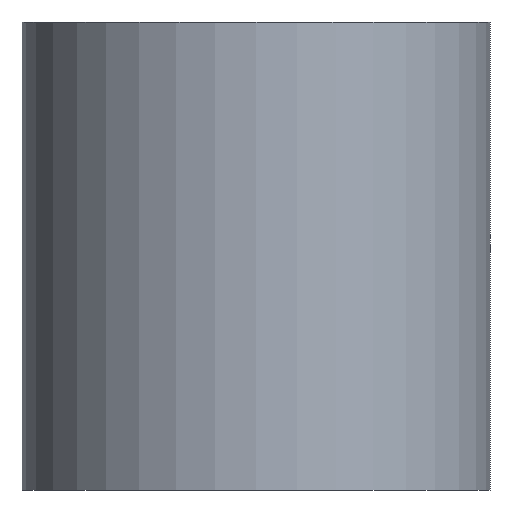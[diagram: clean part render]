
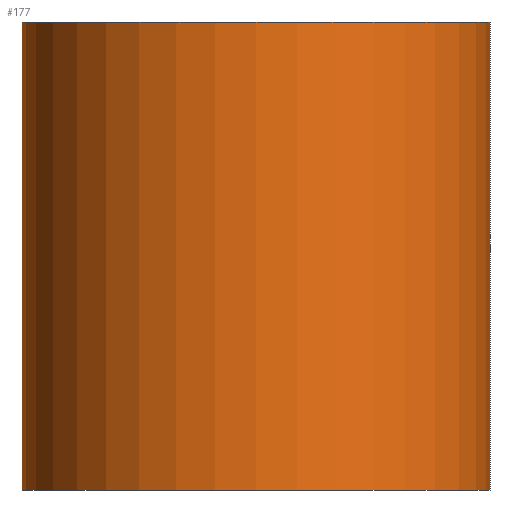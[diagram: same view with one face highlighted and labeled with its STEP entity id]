
A CAD part, front view. The second image highlights one B-rep face of the part: STEP entity #177.
In plain terms, the highlighted cylindrical face has radius 60 mm (diameter 120 mm), a partial arc.
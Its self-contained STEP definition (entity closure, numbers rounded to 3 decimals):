
#2 = DIRECTION ( 'NONE',  ( 0., 0., 1. ) ) ;
#8 = CARTESIAN_POINT ( 'NONE',  ( 60., 0., 0. ) ) ;
#26 = AXIS2_PLACEMENT_3D ( 'NONE', #122, #389, #273 ) ;
#30 = DIRECTION ( 'NONE',  ( 1., 0., 0. ) ) ;
#32 = AXIS2_PLACEMENT_3D ( 'NONE', #181, #33, #154 ) ;
#33 = DIRECTION ( 'NONE',  ( 0., 0., 1. ) ) ;
#39 = ORIENTED_EDGE ( 'NONE', *, *, #236, .F. ) ;
#50 = CIRCLE ( 'NONE', #26, 60. ) ;
#57 = AXIS2_PLACEMENT_3D ( 'NONE', #203, #2, #30 ) ;
#84 = CYLINDRICAL_SURFACE ( 'NONE', #57, 60. ) ;
#89 = CARTESIAN_POINT ( 'NONE',  ( -60., 0., 0. ) ) ;
#96 = LINE ( 'NONE', #340, #310 ) ;
#97 = VERTEX_POINT ( 'NONE', #170 ) ;
#122 = CARTESIAN_POINT ( 'NONE',  ( 0., 0., -120. ) ) ;
#128 = VERTEX_POINT ( 'NONE', #247 ) ;
#133 = DIRECTION ( 'NONE',  ( 0., 0., -1. ) ) ;
#150 = VERTEX_POINT ( 'NONE', #153 ) ;
#153 = CARTESIAN_POINT ( 'NONE',  ( 60., 0., 0. ) ) ;
#154 = DIRECTION ( 'NONE',  ( -1., 0., 0. ) ) ;
#160 = EDGE_CURVE ( 'NONE', #97, #128, #50, .T. ) ;
#170 = CARTESIAN_POINT ( 'NONE',  ( -60., 0., -120. ) ) ;
#177 = ADVANCED_FACE ( 'NONE', ( #201 ), #84, .T. ) ;
#181 = CARTESIAN_POINT ( 'NONE',  ( 0., 0., 0. ) ) ;
#201 = FACE_OUTER_BOUND ( 'NONE', #302, .T. ) ;
#203 = CARTESIAN_POINT ( 'NONE',  ( 0., 0., 0. ) ) ;
#236 = EDGE_CURVE ( 'NONE', #246, #150, #258, .T. ) ;
#243 = ORIENTED_EDGE ( 'NONE', *, *, #360, .T. ) ;
#246 = VERTEX_POINT ( 'NONE', #89 ) ;
#247 = CARTESIAN_POINT ( 'NONE',  ( 60., 0., -120. ) ) ;
#258 = CIRCLE ( 'NONE', #32, 60. ) ;
#262 = ORIENTED_EDGE ( 'NONE', *, *, #160, .T. ) ;
#268 = ORIENTED_EDGE ( 'NONE', *, *, #290, .F. ) ;
#273 = DIRECTION ( 'NONE',  ( -1., 0., 0. ) ) ;
#279 = LINE ( 'NONE', #8, #332 ) ;
#290 = EDGE_CURVE ( 'NONE', #150, #128, #279, .T. ) ;
#302 = EDGE_LOOP ( 'NONE', ( #243, #262, #268, #39 ) ) ;
#310 = VECTOR ( 'NONE', #133, 1000. ) ;
#332 = VECTOR ( 'NONE', #341, 1000. ) ;
#340 = CARTESIAN_POINT ( 'NONE',  ( -60., 0., 0. ) ) ;
#341 = DIRECTION ( 'NONE',  ( 0., 0., -1. ) ) ;
#360 = EDGE_CURVE ( 'NONE', #246, #97, #96, .T. ) ;
#389 = DIRECTION ( 'NONE',  ( 0., 0., 1. ) ) ;
